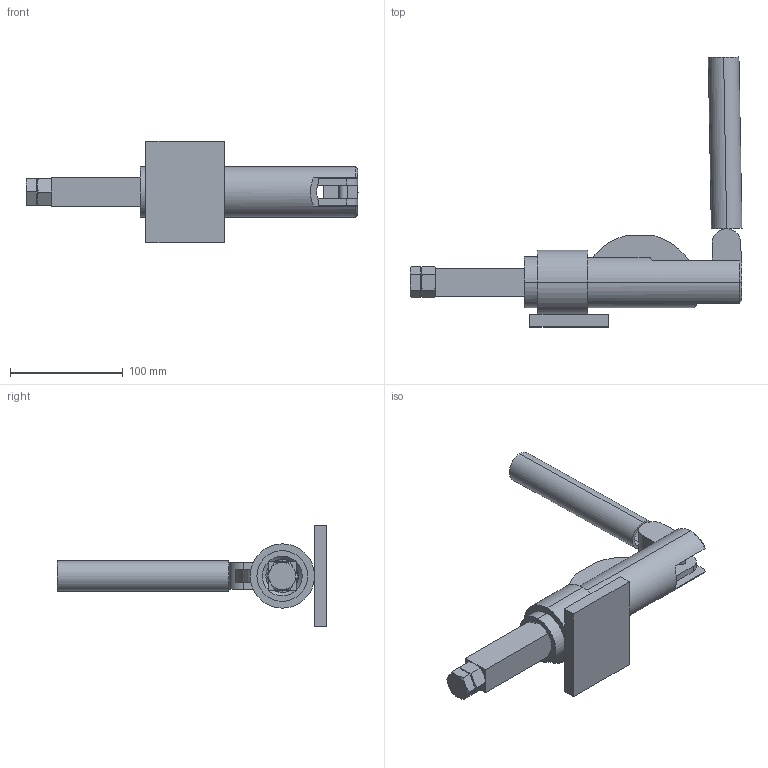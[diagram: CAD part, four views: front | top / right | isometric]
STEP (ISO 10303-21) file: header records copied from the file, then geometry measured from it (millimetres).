
FILE_DESCRIPTION (( 'STEP AP214' ), '1' );
FILE_NAME ('GH-30619M(Â²¤Æ).STEP', '2020-06-29T05:19:43', ( 'LinWei' ), ( '' ), 'SwSTEP 2.0', 'SolidWorks 2016', '' );
FILE_SCHEMA (( 'AUTOMOTIVE_DESIGN' ));
Length unit declared in the file: millimetre
Products named in the file (8): Group5^GH-30619M(簡化); Group2^GH-30619M(簡化); Group1^GH-30619M(簡化); GH-30619M(簡化); Group4^GH-30609M(簡化); 4702K152-1^GH-30609M(簡化); 3302505-1^GH-30619M(簡化); 430619M30-1^GH-30619M(簡化)
Assembly tree (7 placements, depth 2):
  GH-30619M(簡化)
    Group1^GH-30619M(簡化)
    Group2^GH-30619M(簡化)
    Group5^GH-30619M(簡化)
    430619M30-1^GH-30619M(簡化)
    3302505-1^GH-30619M(簡化)
    4702K152-1^GH-30609M(簡化)
    Group4^GH-30609M(簡化)
Bounding box: 294.44 x 239.38 x 90 mm (x, y, z)
Volume: 466003.6 mm3; surface area: 148377.5 mm2
Topology: 8 solids, 8 shells, 151 faces, 375 edges, 238 vertices
Faces by surface type: plane 74, cylinder 49, cone 28
Entity records: 5384 total; most frequent: CARTESIAN_POINT 1196, DIRECTION 760, ORIENTED_EDGE 746, EDGE_CURVE 373, AXIS2_PLACEMENT_3D 286, VERTEX_POINT 238, VECTOR 188, LINE 188
